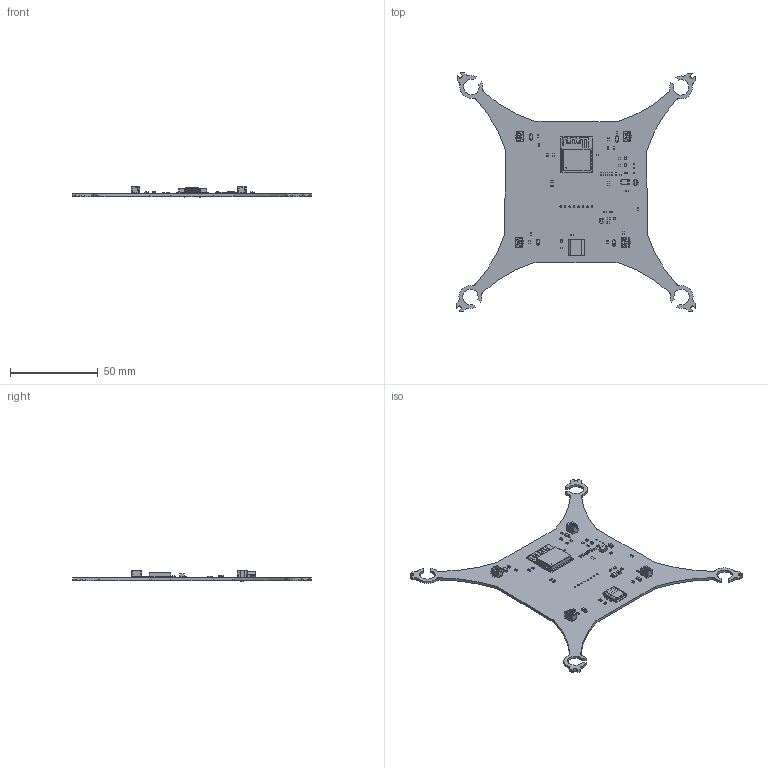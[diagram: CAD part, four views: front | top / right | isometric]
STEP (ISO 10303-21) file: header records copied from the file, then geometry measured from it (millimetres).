
FILE_DESCRIPTION(('KiCad electronic assembly'),'2;1');
FILE_NAME('Minicopter.step','2025-07-23T00:00:54',('Pcbnew'),('Kicad'), 'Open CASCADE STEP processor 7.8','KiCad to STEP converter','Unknown' );
FILE_SCHEMA(('AUTOMOTIVE_DESIGN { 1 0 10303 214 1 1 1 1 }'));
Length unit declared in the file: millimetre
Products named in the file (13): Minicopter 1; D_SOD-123; JST_GH_BM02B-GHS-TBT_1x02-1MP_P1.25mm_Vertical; R_0603_1608Metric; ESP32-C3-WROOM-02; C_0603_1608Metric; D_SMA; SOT-23-5; LED_0603_1608Metric; SOT-666; SOT-23; USB_C_Receptacle_GCT_USB4085; Minicopter_PCB
Assembly tree (50 placements, depth 2):
  Minicopter 1
    D_SOD-123  x4
    JST_GH_BM02B-GHS-TBT_1x02-1MP_P1.25mm_Vertical  x4
    R_0603_1608Metric  x18
    ESP32-C3-WROOM-02
    C_0603_1608Metric  x12
    D_SMA
    SOT-23-5
    LED_0603_1608Metric  x5
    SOT-666
    SOT-23
    USB_C_Receptacle_GCT_USB4085
    Minicopter_PCB
Bounding box: 136.11 x 135.4 x 6.31 mm (x, y, z)
Volume: 13099.4 mm3; surface area: 20179.8 mm2
Topology: 112 solids, 112 shells, 3146 faces, 8089 edges, 5222 vertices
Faces by surface type: plane 2370, cylinder 580, bspline 184, sphere 4, torus 4, cone 4
Full cylindrical faces by diameter (mm): 0.2 x18, 0.4 x16, 0.5 x1, 0.7 x2, 0.8 x11
Entity records: 58195 total; most frequent: CARTESIAN_POINT 8807, ORIENTED_EDGE 8084, DIRECTION 7526, EDGE_CURVE 4042, LINE 3376, VECTOR 3376, VERTEX_POINT 2600, AXIS2_PLACEMENT_3D 2075
